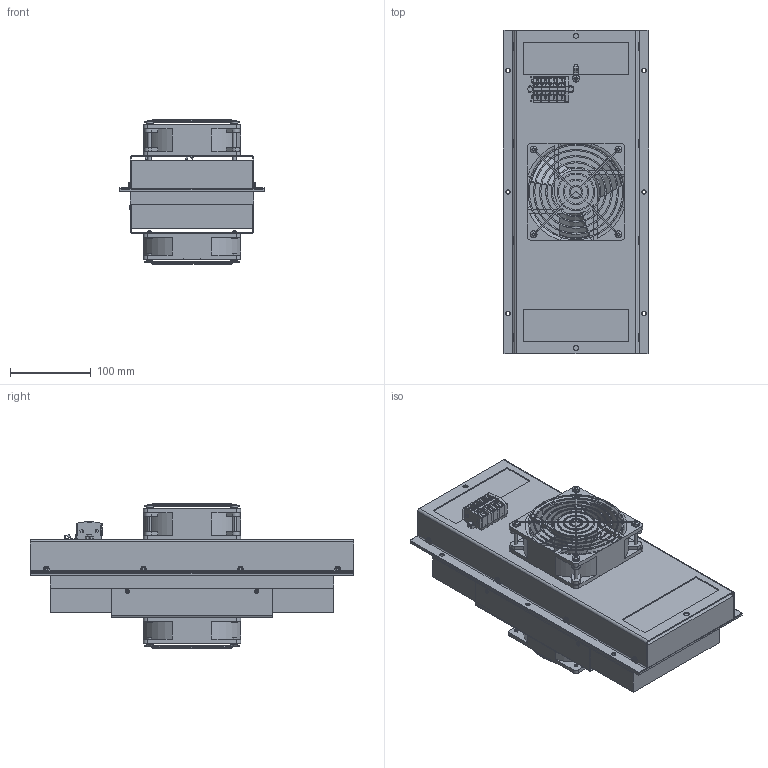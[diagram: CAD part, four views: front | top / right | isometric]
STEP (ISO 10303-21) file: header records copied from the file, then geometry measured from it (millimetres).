
FILE_DESCRIPTION (( 'STEP AP214' ), '1' );
FILE_NAME ('錨璃36.STEP', '2018-12-20T02:27:14', ( '' ), ( '' ), 'SwSTEP 2.0', 'SolidWorks 2016', '' );
FILE_SCHEMA (( 'AUTOMOTIVE_DESIGN' ));
Length unit declared in the file: millimetre
Products named in the file (1): 錨璃36
Bounding box: 180 x 400 x 177.97 mm (x, y, z)
Volume: 5583578.1 mm3; surface area: 1034340.9 mm2
Topology: 68 solids, 68 shells, 2156 faces, 5775 edges, 3806 vertices
Faces by surface type: plane 1100, cylinder 804, bspline 168, cone 58, torus 26
Entity records: 77134 total; most frequent: CARTESIAN_POINT 22477, ORIENTED_EDGE 11498, DIRECTION 10712, EDGE_CURVE 5749, VERTEX_POINT 3806, AXIS2_PLACEMENT_3D 3723, LINE 3266, VECTOR 3266
